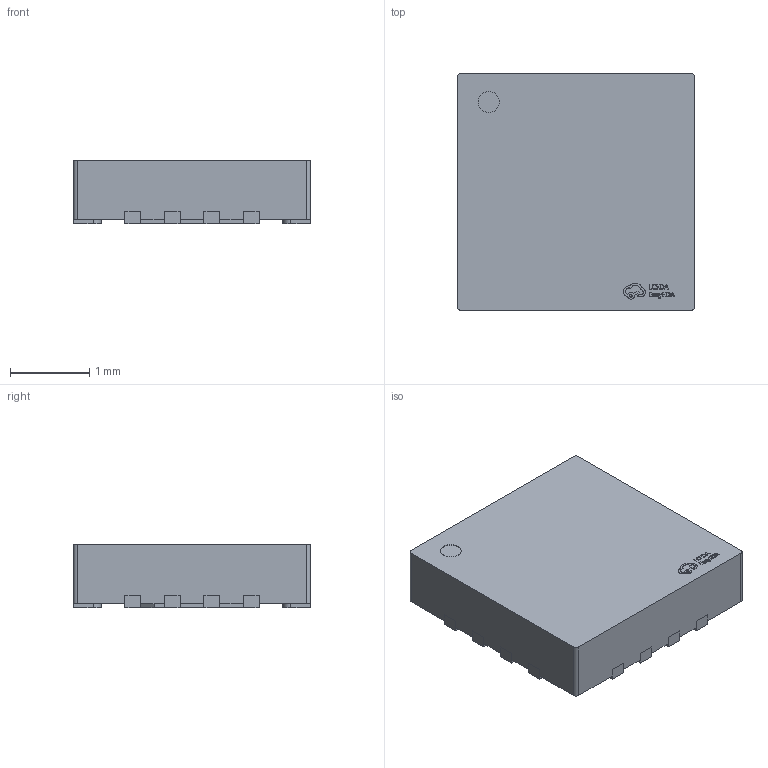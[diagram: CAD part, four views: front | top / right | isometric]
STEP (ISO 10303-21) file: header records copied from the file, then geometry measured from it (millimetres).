
FILE_DESCRIPTION (( 'STEP AP214' ), '1' );
FILE_NAME ('WQFN-16_L3.0-W3.0-P0.50-TL-EP1.7.step', '2022-07-15T04:22:14', ( '' ), ( '' ), 'SwSTEP 2.0', 'SolidWorks 2020', '' );
FILE_SCHEMA (( 'AUTOMOTIVE_DESIGN' ));
Length unit declared in the file: millimetre
Products named in the file (1): WQFN-16_L3.0-W3.0-P0.50-TL-EP1.7
Bounding box: 3 x 3 x 0.8 mm (x, y, z)
Volume: 6.9 mm3; surface area: 39.6 mm2
Topology: 31 solids, 31 shells, 484 faces, 1239 edges, 826 vertices
Faces by surface type: plane 326, bspline 112, cylinder 46
Entity records: 21399 total; most frequent: CARTESIAN_POINT 4654, ORIENTED_EDGE 2478, DIRECTION 1849, EDGE_CURVE 1239, VECTOR 919, LINE 919, VERTEX_POINT 826, UNCERTAINTY_MEASURE_WITH_UNIT 517
